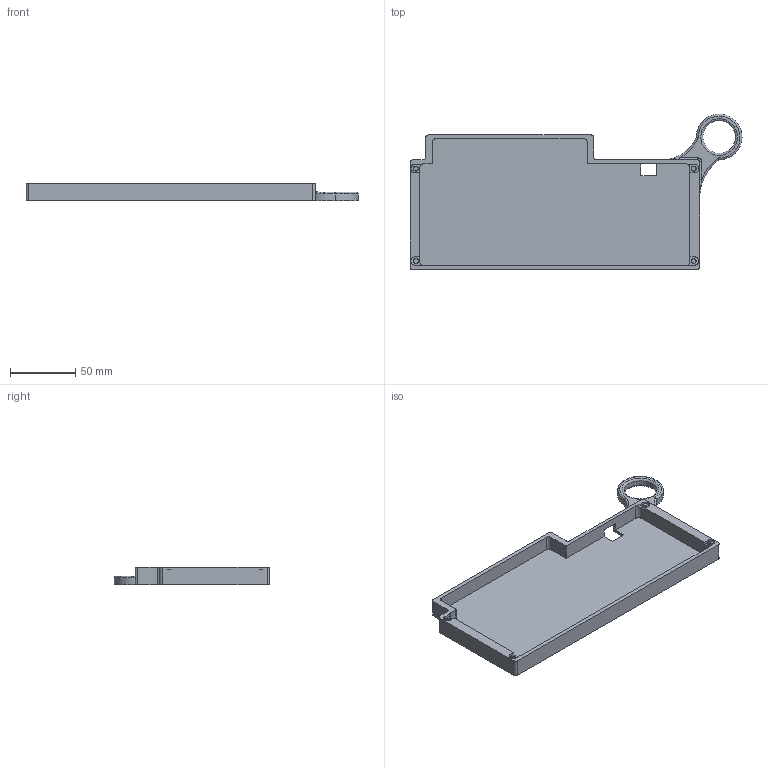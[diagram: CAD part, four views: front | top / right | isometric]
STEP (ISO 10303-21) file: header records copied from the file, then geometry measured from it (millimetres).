
FILE_DESCRIPTION(/* description */ (''),/* implementation_level */ '2;1');
FILE_NAME(/* name */ 'qaziv4n v18.step',/* time_stamp */ '2022-03-28T23:02:03-07:00',/* author */ (''),/* organization */ (''),/* preprocessor_version */ 'ST-DEVELOPER v18.1',/* originating_system */ 'Autodesk Translation Framework v10.13.0.1454',/* authorisation */ '');
FILE_SCHEMA (('AUTOMOTIVE_DESIGN { 1 0 10303 214 3 1 1 }'));
Length unit declared in the file: millimetre
Products named in the file (1): qaziv4n
Bounding box: 254.29 x 119.2 x 13.6 mm (x, y, z)
Volume: 77814.3 mm3; surface area: 60554.2 mm2
Topology: 1 solids, 1 shells, 89 faces, 230 edges, 148 vertices
Faces by surface type: plane 44, cylinder 37, torus 6, bspline 2
Full cylindrical faces by diameter (mm): 3.5 x4, 3.8 x4, 25 x1
Entity records: 2854 total; most frequent: CARTESIAN_POINT 598, DIRECTION 482, ORIENTED_EDGE 456, EDGE_CURVE 228, AXIS2_PLACEMENT_3D 172, VERTEX_POINT 148, LINE 138, VECTOR 138
